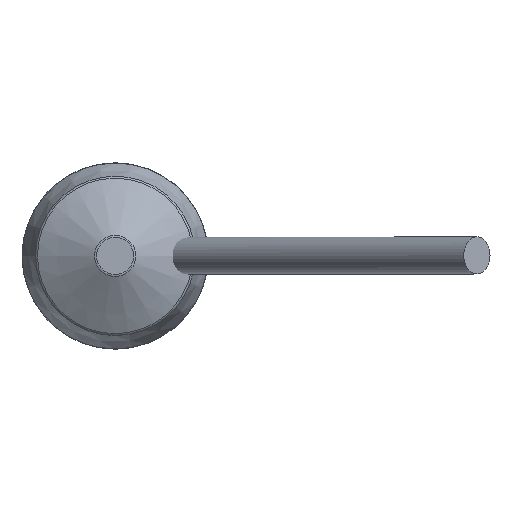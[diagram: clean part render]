
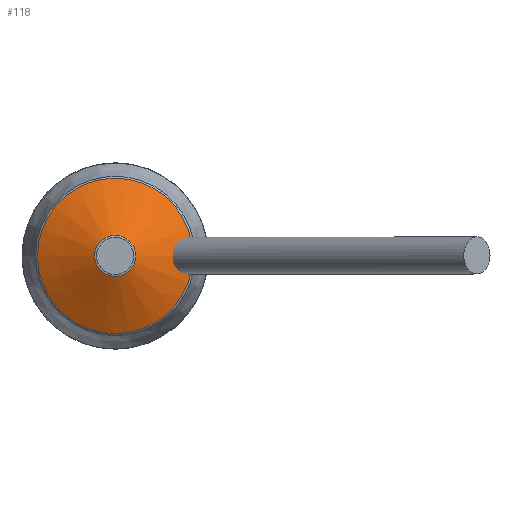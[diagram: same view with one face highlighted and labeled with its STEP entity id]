
A CAD part, top view. The second image highlights one B-rep face of the part: STEP entity #118.
In plain terms, the highlighted conical face has half-angle 61.6 degrees and reference radius 9.826 mm.
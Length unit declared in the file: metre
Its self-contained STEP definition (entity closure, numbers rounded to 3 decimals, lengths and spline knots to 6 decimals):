
#36=ORIENTED_EDGE('',*,*,#52,.F.);
#37=ORIENTED_EDGE('',*,*,#51,.T.);
#51=EDGE_CURVE('',#60,#60,#69,.T.);
#52=EDGE_CURVE('',#61,#61,#70,.T.);
#60=VERTEX_POINT('',#232);
#61=VERTEX_POINT('',#235);
#69=CIRCLE('',#159,0.009827);
#70=CIRCLE('',#161,0.037131);
#81=EDGE_LOOP('',(#36));
#82=EDGE_LOOP('',(#37));
#99=FACE_BOUND('',#81,.T.);
#100=FACE_BOUND('',#82,.T.);
#112=CONICAL_SURFACE('',#160,0.009827,1.075);
#118=ADVANCED_FACE('',(#99,#100),#112,.T.);
#159=AXIS2_PLACEMENT_3D('',#231,#190,#191);
#160=AXIS2_PLACEMENT_3D('',#233,#192,#193);
#161=AXIS2_PLACEMENT_3D('',#234,#194,#195);
#190=DIRECTION('',(0.,0.,-1.));
#191=DIRECTION('',(-1.,0.,0.));
#192=DIRECTION('',(0.,0.,-1.));
#193=DIRECTION('',(-1.,0.,0.));
#194=DIRECTION('',(0.,0.,-1.));
#195=DIRECTION('',(-1.,0.,0.));
#231=CARTESIAN_POINT('',(0.,0.,0.025734));
#232=CARTESIAN_POINT('',(-0.009827,0.,0.025734));
#233=CARTESIAN_POINT('',(0.,0.,0.025734));
#234=CARTESIAN_POINT('',(0.,0.,0.010971));
#235=CARTESIAN_POINT('',(-0.037131,0.,0.010971));
